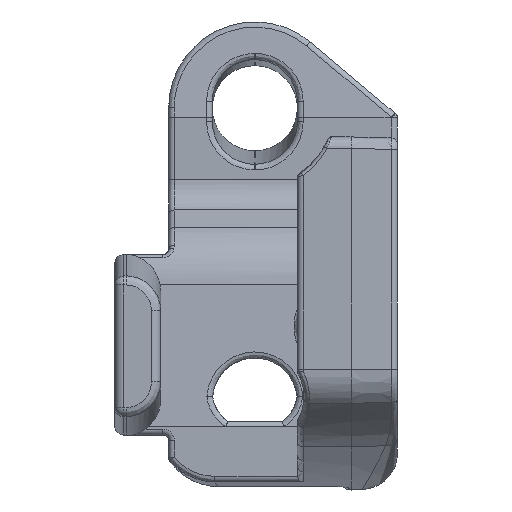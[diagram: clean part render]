
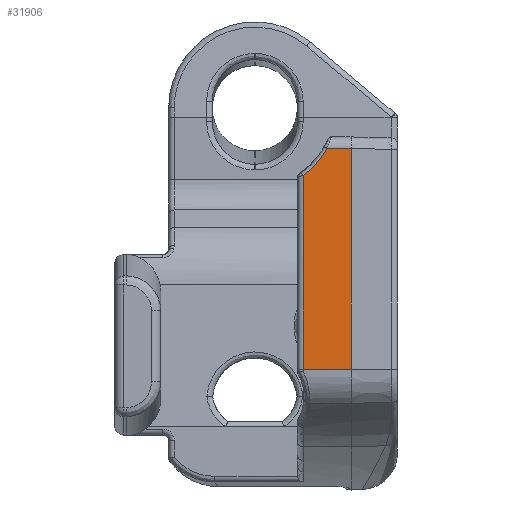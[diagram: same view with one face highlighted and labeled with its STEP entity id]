
A CAD part, left-side view. The second image highlights one B-rep face of the part: STEP entity #31906.
In plain terms, the highlighted planar face has unit normal (-1, 0, 0).
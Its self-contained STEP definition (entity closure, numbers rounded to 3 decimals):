
#3286=CARTESIAN_POINT('',(-41.85,-6.292,9.2));
#3432=CARTESIAN_POINT('',(-41.85,0.,12.7));
#3433=DIRECTION('',(-1.,0.,0.));
#3434=DIRECTION('',(0.,-0.583,-0.812));
#3435=AXIS2_PLACEMENT_3D('',#3432,#3433,#3434);
#3440=DIRECTION('',(0.,1.,0.));
#3441=VECTOR('',#3440,2.108);
#3442=CARTESIAN_POINT('',(-41.85,-8.4,9.2));
#3443=LINE('',#3442,#3441);
#3447=DIRECTION('',(0.,0.,-1.));
#3448=VECTOR('',#3447,16.852);
#3449=CARTESIAN_POINT('',(-41.85,-4.2,6.852));
#3450=LINE('',#3449,#3448);
#3460=CARTESIAN_POINT('',(-41.85,-8.4,9.2));
#3479=DIRECTION('',(0.,0.,1.));
#3480=VECTOR('',#3479,19.2);
#3481=CARTESIAN_POINT('',(-41.85,-8.4,-10.));
#3482=LINE('',#3481,#3480);
#9466=DIRECTION('',(0.,1.,0.));
#9467=VECTOR('',#9466,4.2);
#9468=CARTESIAN_POINT('',(-41.85,-8.4,-10.));
#9469=LINE('',#9468,#9467);
#27456=VERTEX_POINT('',#3460);
#27462=CARTESIAN_POINT('',(-41.85,-8.4,-10.));
#27464=VERTEX_POINT('',#27462);
#27775=CARTESIAN_POINT('',(-41.85,-4.2,-10.));
#27776=VERTEX_POINT('',#27775);
#28234=VERTEX_POINT('',#3286);
#28296=CARTESIAN_POINT('',(-41.85,-4.2,6.852));
#28297=VERTEX_POINT('',#28296);
#31892=CARTESIAN_POINT('',(-41.85,-8.4,9.2));
#31893=DIRECTION('',(1.,0.,0.));
#31894=DIRECTION('',(0.,0.,-1.));
#31895=AXIS2_PLACEMENT_3D('',#31892,#31893,#31894);
#31896=PLANE('',#31895);
#31897=ORIENTED_EDGE('',*,*,#31884,.T.);
#31898=ORIENTED_EDGE('',*,*,#31760,.F.);
#31900=ORIENTED_EDGE('',*,*,#31899,.F.);
#31902=ORIENTED_EDGE('',*,*,#31901,.T.);
#31903=ORIENTED_EDGE('',*,*,#31494,.F.);
#31904=EDGE_LOOP('',(#31897,#31898,#31900,#31902,#31903));
#31905=FACE_OUTER_BOUND('',#31904,.F.);
#3436=CIRCLE('',#3435,7.2);
#31494=EDGE_CURVE('',#28297,#27776,#3450,.T.);
#31760=EDGE_CURVE('',#27456,#28234,#3443,.T.);
#31884=EDGE_CURVE('',#28297,#28234,#3436,.T.);
#31899=EDGE_CURVE('',#27464,#27456,#3482,.T.);
#31901=EDGE_CURVE('',#27464,#27776,#9469,.T.);
#31906=ADVANCED_FACE('',(#31905),#31896,.F.);
